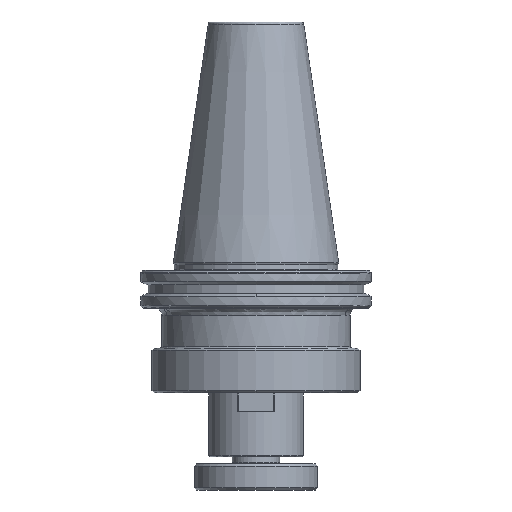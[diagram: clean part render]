
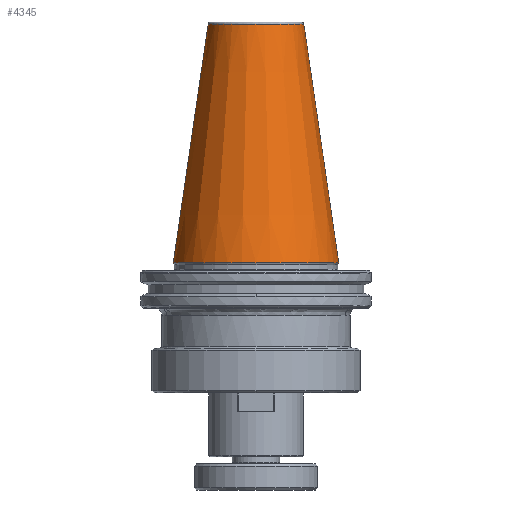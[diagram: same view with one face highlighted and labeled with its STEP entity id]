
A CAD part, front view. The second image highlights one B-rep face of the part: STEP entity #4345.
In plain terms, the highlighted conical face has half-angle 8.297 degrees and reference radius 34.925 mm.
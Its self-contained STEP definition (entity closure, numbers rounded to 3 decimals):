
#65 = VERTEX_POINT ( 'NONE', #3771 ) ;
#194 = FACE_OUTER_BOUND ( 'NONE', #1161, .T. ) ;
#203 = DIRECTION ( 'NONE',  ( 0., 0., -1. ) ) ;
#543 = VECTOR ( 'NONE', #4398, 1000. ) ;
#707 = ORIENTED_EDGE ( 'NONE', *, *, #1556, .T. ) ;
#1161 = EDGE_LOOP ( 'NONE', ( #1563, #707, #2652, #1495 ) ) ;
#1190 = CONICAL_SURFACE ( 'NONE', #4194, 34.925, 0.145 ) ;
#1219 = VERTEX_POINT ( 'NONE', #4174 ) ;
#1423 = VERTEX_POINT ( 'NONE', #3865 ) ;
#1495 = ORIENTED_EDGE ( 'NONE', *, *, #1934, .T. ) ;
#1535 = VECTOR ( 'NONE', #2256, 1000. ) ;
#1556 = EDGE_CURVE ( 'NONE', #1219, #2329, #4292, .T. ) ;
#1559 = CIRCLE ( 'NONE', #3721, 34.925 ) ;
#1563 = ORIENTED_EDGE ( 'NONE', *, *, #4251, .F. ) ;
#1579 = CARTESIAN_POINT ( 'NONE',  ( 0., 0., 0. ) ) ;
#1780 = DIRECTION ( 'NONE',  ( 0., 0., 1. ) ) ;
#1934 = EDGE_CURVE ( 'NONE', #65, #1423, #1559, .T. ) ;
#1972 = DIRECTION ( 'NONE',  ( -1., 0., 0. ) ) ;
#1996 = DIRECTION ( 'NONE',  ( 0., 0., -1. ) ) ;
#1998 = CARTESIAN_POINT ( 'NONE',  ( 0., 0., 100.894 ) ) ;
#2256 = DIRECTION ( 'NONE',  ( -0.144, 0., -0.99 ) ) ;
#2265 = CARTESIAN_POINT ( 'NONE',  ( -20.211, 0., 100.894 ) ) ;
#2329 = VERTEX_POINT ( 'NONE', #2265 ) ;
#2600 = LINE ( 'NONE', #3788, #1535 ) ;
#2652 = ORIENTED_EDGE ( 'NONE', *, *, #4458, .T. ) ;
#2913 = DIRECTION ( 'NONE',  ( -1., 0., 0. ) ) ;
#3465 = DIRECTION ( 'NONE',  ( -1., 0., 0. ) ) ;
#3687 = CARTESIAN_POINT ( 'NONE',  ( 34.925, 0., 0. ) ) ;
#3721 = AXIS2_PLACEMENT_3D ( 'NONE', #1579, #1780, #3465 ) ;
#3771 = CARTESIAN_POINT ( 'NONE',  ( -34.925, 0., 0. ) ) ;
#3788 = CARTESIAN_POINT ( 'NONE',  ( -34.925, 0., 0. ) ) ;
#3865 = CARTESIAN_POINT ( 'NONE',  ( 34.925, 0., 0. ) ) ;
#4047 = AXIS2_PLACEMENT_3D ( 'NONE', #1998, #1996, #1972 ) ;
#4174 = CARTESIAN_POINT ( 'NONE',  ( 20.211, 0., 100.894 ) ) ;
#4194 = AXIS2_PLACEMENT_3D ( 'NONE', #4427, #203, #2913 ) ;
#4251 = EDGE_CURVE ( 'NONE', #1219, #1423, #4973, .T. ) ;
#4292 = CIRCLE ( 'NONE', #4047, 20.211 ) ;
#4345 = ADVANCED_FACE ( 'NONE', ( #194 ), #1190, .T. ) ;
#4398 = DIRECTION ( 'NONE',  ( 0.144, 0., -0.99 ) ) ;
#4427 = CARTESIAN_POINT ( 'NONE',  ( 0., 0., 0. ) ) ;
#4458 = EDGE_CURVE ( 'NONE', #2329, #65, #2600, .T. ) ;
#4973 = LINE ( 'NONE', #3687, #543 ) ;
